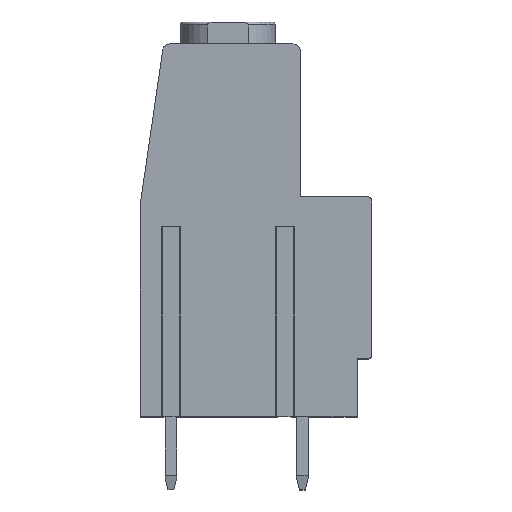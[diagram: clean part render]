
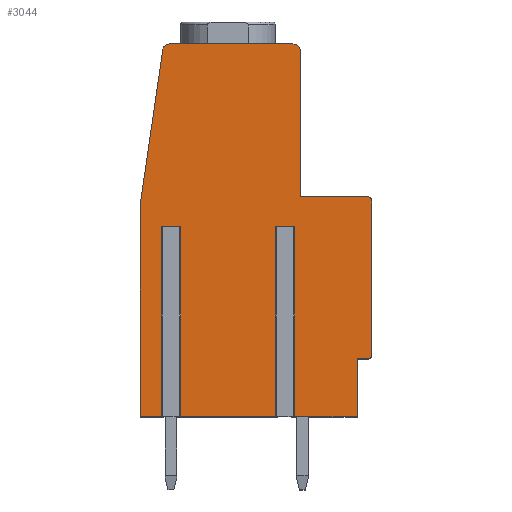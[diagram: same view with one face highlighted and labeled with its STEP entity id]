
A CAD part, top view. The second image highlights one B-rep face of the part: STEP entity #3044.
In plain terms, the highlighted planar face has unit normal (0, 0, 1).
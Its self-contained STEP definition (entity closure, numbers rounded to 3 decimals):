
#15=DIRECTION('',(1.,0.,0.));
#16=VECTOR('',#15,0.8);
#17=CARTESIAN_POINT('',(-6.226,0.25,3.175));
#18=LINE('',#17,#16);
#19=DIRECTION('',(0.,1.,0.));
#20=VECTOR('',#19,13.);
#21=CARTESIAN_POINT('',(-6.226,-12.75,3.175));
#22=LINE('',#21,#20);
#23=DIRECTION('',(-1.,0.,0.));
#24=VECTOR('',#23,1.699);
#25=CARTESIAN_POINT('',(-6.226,-12.75,3.175));
#26=LINE('',#25,#24);
#27=DIRECTION('',(0.,1.,0.));
#28=VECTOR('',#27,14.5);
#29=CARTESIAN_POINT('',(-7.925,-12.75,3.175));
#30=LINE('',#29,#28);
#31=DIRECTION('',(0.144,0.99,0.));
#32=VECTOR('',#31,10.683);
#33=CARTESIAN_POINT('',(-7.925,1.75,3.175));
#34=LINE('',#33,#32);
#35=CARTESIAN_POINT('',(-5.892,12.25,3.175));
#36=DIRECTION('',(0.,0.,-1.));
#37=DIRECTION('',(-0.99,0.144,0.));
#38=AXIS2_PLACEMENT_3D('',#35,#36,#37);
#40=CARTESIAN_POINT('',(2.525,12.25,3.175));
#41=DIRECTION('',(0.,0.,-1.));
#42=DIRECTION('',(0.,1.,0.));
#43=AXIS2_PLACEMENT_3D('',#40,#41,#42);
#45=DIRECTION('',(0.,-1.,0.));
#46=VECTOR('',#45,9.95);
#47=CARTESIAN_POINT('',(3.025,12.25,3.175));
#48=LINE('',#47,#46);
#49=DIRECTION('',(1.,0.,0.));
#50=VECTOR('',#49,4.6);
#51=CARTESIAN_POINT('',(3.025,2.3,3.175));
#52=LINE('',#51,#50);
#53=CARTESIAN_POINT('',(7.625,2.,3.175));
#54=DIRECTION('',(0.,0.,-1.));
#55=DIRECTION('',(0.,1.,0.));
#56=AXIS2_PLACEMENT_3D('',#53,#54,#55);
#58=DIRECTION('',(0.,-1.,0.));
#59=VECTOR('',#58,10.5);
#60=CARTESIAN_POINT('',(7.925,2.,3.175));
#61=LINE('',#60,#59);
#62=CARTESIAN_POINT('',(7.625,-8.5,3.175));
#63=DIRECTION('',(0.,0.,-1.));
#64=DIRECTION('',(1.,0.,0.));
#65=AXIS2_PLACEMENT_3D('',#62,#63,#64);
#67=DIRECTION('',(-1.,0.,0.));
#68=VECTOR('',#67,0.7);
#69=CARTESIAN_POINT('',(7.625,-8.8,3.175));
#70=LINE('',#69,#68);
#71=DIRECTION('',(0.,-1.,0.));
#72=VECTOR('',#71,3.95);
#73=CARTESIAN_POINT('',(6.925,-8.8,3.175));
#74=LINE('',#73,#72);
#75=DIRECTION('',(-1.,0.,0.));
#76=VECTOR('',#75,4.551);
#77=CARTESIAN_POINT('',(6.925,-12.75,3.175));
#78=LINE('',#77,#76);
#79=DIRECTION('',(0.,1.,0.));
#80=VECTOR('',#79,13.);
#81=CARTESIAN_POINT('',(2.374,-12.75,3.175));
#82=LINE('',#81,#80);
#83=DIRECTION('',(1.,0.,0.));
#84=VECTOR('',#83,0.8);
#85=CARTESIAN_POINT('',(1.574,0.25,3.175));
#86=LINE('',#85,#84);
#87=DIRECTION('',(0.,1.,0.));
#88=VECTOR('',#87,13.);
#89=CARTESIAN_POINT('',(1.574,-12.75,3.175));
#90=LINE('',#89,#88);
#91=DIRECTION('',(-1.,0.,0.));
#92=VECTOR('',#91,7.);
#93=CARTESIAN_POINT('',(1.574,-12.75,3.175));
#94=LINE('',#93,#92);
#95=DIRECTION('',(0.,1.,0.));
#96=VECTOR('',#95,13.);
#97=CARTESIAN_POINT('',(-5.426,-12.75,3.175));
#98=LINE('',#97,#96);
#431=DIRECTION('',(-1.,0.,0.));
#432=VECTOR('',#431,8.417);
#433=CARTESIAN_POINT('',(2.525,12.75,3.175));
#434=LINE('',#433,#432);
#2351=CARTESIAN_POINT('',(6.925,-8.8,3.175));
#2352=CARTESIAN_POINT('',(6.925,-12.75,3.175));
#2353=VERTEX_POINT('',#2351);
#2354=VERTEX_POINT('',#2352);
#2355=CARTESIAN_POINT('',(7.625,-8.8,3.175));
#2356=VERTEX_POINT('',#2355);
#2357=CARTESIAN_POINT('',(7.925,-8.5,3.175));
#2358=VERTEX_POINT('',#2357);
#2359=CARTESIAN_POINT('',(7.925,2.,3.175));
#2360=VERTEX_POINT('',#2359);
#2361=CARTESIAN_POINT('',(7.625,2.3,3.175));
#2362=VERTEX_POINT('',#2361);
#2363=CARTESIAN_POINT('',(3.025,2.3,3.175));
#2364=VERTEX_POINT('',#2363);
#2365=CARTESIAN_POINT('',(3.025,12.25,3.175));
#2366=VERTEX_POINT('',#2365);
#2367=CARTESIAN_POINT('',(2.525,12.75,3.175));
#2368=VERTEX_POINT('',#2367);
#2369=CARTESIAN_POINT('',(-6.387,12.322,3.175));
#2370=CARTESIAN_POINT('',(-5.892,12.75,3.175));
#2371=VERTEX_POINT('',#2369);
#2372=VERTEX_POINT('',#2370);
#2373=CARTESIAN_POINT('',(-7.925,1.75,3.175));
#2374=VERTEX_POINT('',#2373);
#2375=CARTESIAN_POINT('',(-7.925,-12.75,3.175));
#2376=VERTEX_POINT('',#2375);
#2435=CARTESIAN_POINT('',(-6.226,0.25,3.175));
#2436=CARTESIAN_POINT('',(-5.426,0.25,3.175));
#2437=VERTEX_POINT('',#2435);
#2438=VERTEX_POINT('',#2436);
#2439=CARTESIAN_POINT('',(1.574,0.25,3.175));
#2440=CARTESIAN_POINT('',(2.374,0.25,3.175));
#2441=VERTEX_POINT('',#2439);
#2442=VERTEX_POINT('',#2440);
#2443=CARTESIAN_POINT('',(-5.426,-12.75,3.175));
#2444=VERTEX_POINT('',#2443);
#2445=CARTESIAN_POINT('',(-6.226,-12.75,3.175));
#2446=VERTEX_POINT('',#2445);
#2447=CARTESIAN_POINT('',(1.574,-12.75,3.175));
#2448=VERTEX_POINT('',#2447);
#2449=CARTESIAN_POINT('',(2.374,-12.75,3.175));
#2450=VERTEX_POINT('',#2449);
#2995=CARTESIAN_POINT('',(0.,0.,3.175));
#2996=DIRECTION('',(0.,0.,1.));
#2997=DIRECTION('',(1.,0.,0.));
#2998=AXIS2_PLACEMENT_3D('',#2995,#2996,#2997);
#2999=PLANE('',#2998);
#3001=ORIENTED_EDGE('',*,*,#3000,.F.);
#3003=ORIENTED_EDGE('',*,*,#3002,.F.);
#3005=ORIENTED_EDGE('',*,*,#3004,.T.);
#3007=ORIENTED_EDGE('',*,*,#3006,.T.);
#3009=ORIENTED_EDGE('',*,*,#3008,.T.);
#3011=ORIENTED_EDGE('',*,*,#3010,.T.);
#3013=ORIENTED_EDGE('',*,*,#3012,.F.);
#3015=ORIENTED_EDGE('',*,*,#3014,.T.);
#3017=ORIENTED_EDGE('',*,*,#3016,.T.);
#3019=ORIENTED_EDGE('',*,*,#3018,.T.);
#3021=ORIENTED_EDGE('',*,*,#3020,.T.);
#3023=ORIENTED_EDGE('',*,*,#3022,.T.);
#3025=ORIENTED_EDGE('',*,*,#3024,.T.);
#3027=ORIENTED_EDGE('',*,*,#3026,.T.);
#3029=ORIENTED_EDGE('',*,*,#3028,.T.);
#3031=ORIENTED_EDGE('',*,*,#3030,.T.);
#3033=ORIENTED_EDGE('',*,*,#3032,.T.);
#3035=ORIENTED_EDGE('',*,*,#3034,.F.);
#3037=ORIENTED_EDGE('',*,*,#3036,.F.);
#3039=ORIENTED_EDGE('',*,*,#3038,.T.);
#3041=ORIENTED_EDGE('',*,*,#3040,.T.);
#3042=EDGE_LOOP('',(#3001,#3003,#3005,#3007,#3009,#3011,#3013,#3015,#3017,#3019,
#3021,#3023,#3025,#3027,#3029,#3031,#3033,#3035,#3037,#3039,#3041));
#3043=FACE_OUTER_BOUND('',#3042,.F.);
#39=CIRCLE('',#38,0.5);
#44=CIRCLE('',#43,0.5);
#57=CIRCLE('',#56,0.3);
#66=CIRCLE('',#65,0.3);
#3000=EDGE_CURVE('',#2437,#2438,#18,.T.);
#3002=EDGE_CURVE('',#2446,#2437,#22,.T.);
#3004=EDGE_CURVE('',#2446,#2376,#26,.T.);
#3006=EDGE_CURVE('',#2376,#2374,#30,.T.);
#3008=EDGE_CURVE('',#2374,#2371,#34,.T.);
#3010=EDGE_CURVE('',#2371,#2372,#39,.T.);
#3012=EDGE_CURVE('',#2368,#2372,#434,.T.);
#3014=EDGE_CURVE('',#2368,#2366,#44,.T.);
#3016=EDGE_CURVE('',#2366,#2364,#48,.T.);
#3018=EDGE_CURVE('',#2364,#2362,#52,.T.);
#3020=EDGE_CURVE('',#2362,#2360,#57,.T.);
#3022=EDGE_CURVE('',#2360,#2358,#61,.T.);
#3024=EDGE_CURVE('',#2358,#2356,#66,.T.);
#3026=EDGE_CURVE('',#2356,#2353,#70,.T.);
#3028=EDGE_CURVE('',#2353,#2354,#74,.T.);
#3030=EDGE_CURVE('',#2354,#2450,#78,.T.);
#3032=EDGE_CURVE('',#2450,#2442,#82,.T.);
#3034=EDGE_CURVE('',#2441,#2442,#86,.T.);
#3036=EDGE_CURVE('',#2448,#2441,#90,.T.);
#3038=EDGE_CURVE('',#2448,#2444,#94,.T.);
#3040=EDGE_CURVE('',#2444,#2438,#98,.T.);
#3044=ADVANCED_FACE('',(#3043),#2999,.T.);
